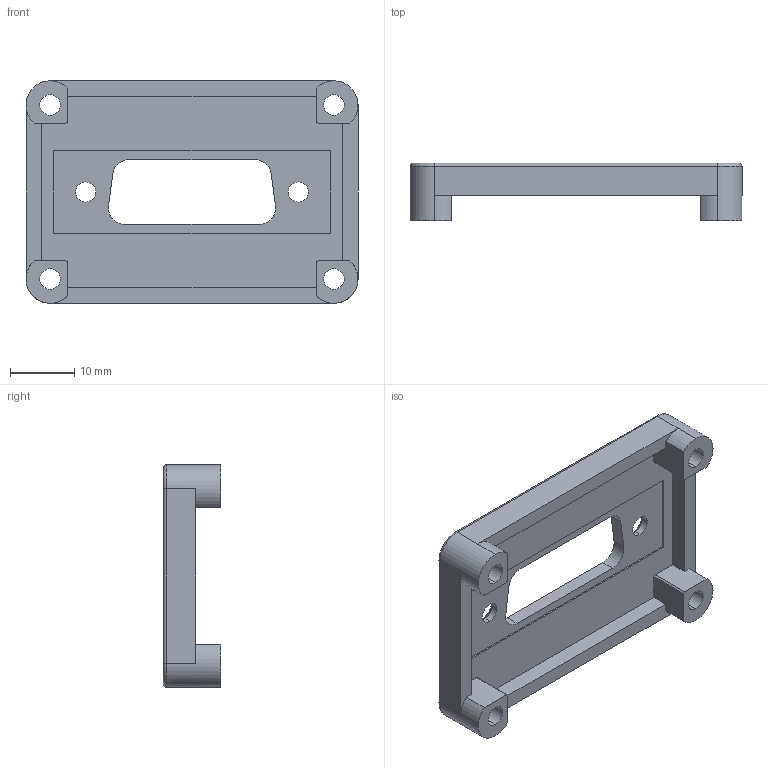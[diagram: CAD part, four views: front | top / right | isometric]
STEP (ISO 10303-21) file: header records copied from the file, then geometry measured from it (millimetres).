
FILE_DESCRIPTION (( 'STEP AP214' ), '1' );
FILE_NAME ('ZP-MC6B-2-1XDB15.step', '2015-08-12T18:12:15', ( '' ), ( '' ), 'SwSTEP 2.0', 'SolidWorks 2014', '' );
FILE_SCHEMA (( 'AUTOMOTIVE_DESIGN' ));
Length unit declared in the file: millimetre
Products named in the file (1): ZP-MC6B-2-1XDB15
Bounding box: 51.5 x 8.91 x 34.5 mm (x, y, z)
Volume: 4859.5 mm3; surface area: 5090.7 mm2
Topology: 1 solids, 1 shells, 85 faces, 220 edges, 142 vertices
Faces by surface type: plane 39, cylinder 38, cone 4, torus 4
Entity records: 2674 total; most frequent: DIRECTION 482, CARTESIAN_POINT 448, ORIENTED_EDGE 440, EDGE_CURVE 220, AXIS2_PLACEMENT_3D 176, VERTEX_POINT 142, LINE 130, VECTOR 130
